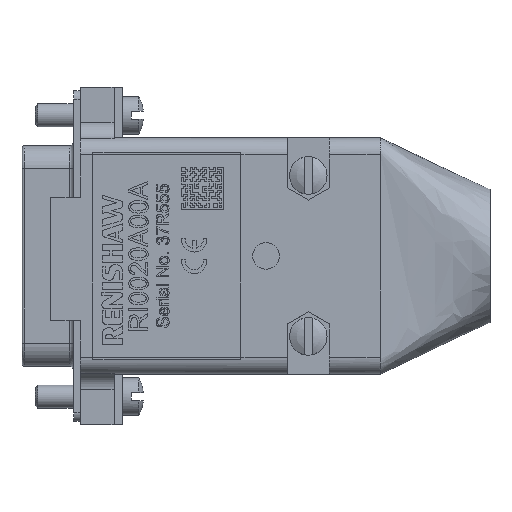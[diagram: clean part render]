
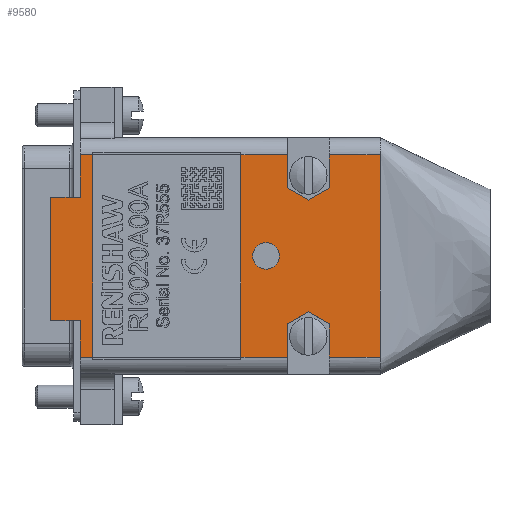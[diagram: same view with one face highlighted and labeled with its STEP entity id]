
A CAD part, top view. The second image highlights one B-rep face of the part: STEP entity #9580.
In plain terms, the highlighted planar face has unit normal (0, 0, 1).
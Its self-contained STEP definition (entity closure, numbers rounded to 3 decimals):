
#91=B_SPLINE_CURVE_WITH_KNOTS('',3,(#27577,#27578,#27579,#27580,#27581,#27582,
#27583,#27584,#27585,#27586,#27587,#27588,#27589),.UNSPECIFIED.,.F.,.F.,
(4,1,1,1,1,1,1,1,1,1,4),(0.,0.008,0.07,0.131,
0.254,0.5,0.746,0.869,
0.93,0.992,1.),.UNSPECIFIED.);
#6246=LINE('',#27493,#7500);
#6249=LINE('',#27499,#7503);
#6269=LINE('',#27561,#7523);
#6270=LINE('',#27563,#7524);
#6271=LINE('',#27565,#7525);
#6272=LINE('',#27567,#7526);
#6273=LINE('',#27569,#7527);
#6274=LINE('',#27571,#7528);
#6275=LINE('',#27573,#7529);
#6276=LINE('',#27575,#7530);
#6277=LINE('',#27591,#7531);
#6278=LINE('',#27593,#7532);
#6279=LINE('',#27595,#7533);
#6280=LINE('',#27597,#7534);
#6281=LINE('',#27599,#7535);
#6282=LINE('',#27601,#7536);
#6283=LINE('',#27603,#7537);
#6284=LINE('',#27605,#7538);
#6285=LINE('',#27606,#7539);
#6286=LINE('',#27608,#7540);
#6287=LINE('',#27610,#7541);
#7500=VECTOR('',#22249,1.);
#7503=VECTOR('',#22254,1.);
#7523=VECTOR('',#22288,1.);
#7524=VECTOR('',#22289,1.);
#7525=VECTOR('',#22290,1.);
#7526=VECTOR('',#22291,1.);
#7527=VECTOR('',#22292,1.);
#7528=VECTOR('',#22293,1.);
#7529=VECTOR('',#22294,1.);
#7530=VECTOR('',#22295,1.);
#7531=VECTOR('',#22296,1.);
#7532=VECTOR('',#22297,1.);
#7533=VECTOR('',#22298,1.);
#7534=VECTOR('',#22299,1.);
#7535=VECTOR('',#22300,1.);
#7536=VECTOR('',#22301,1.);
#7537=VECTOR('',#22302,1.);
#7538=VECTOR('',#22303,1.);
#7539=VECTOR('',#22304,1.);
#7540=VECTOR('',#22305,1.);
#7541=VECTOR('',#22306,1.);
#8600=FACE_BOUND('',#11049,.T.);
#8601=FACE_BOUND('',#11050,.T.);
#8875=PLANE('',#20181);
#9580=ADVANCED_FACE('',(#8600,#8601),#8875,.T.);
#11049=EDGE_LOOP('',(#13005));
#11050=EDGE_LOOP('',(#13006,#13007,#13008,#13009,#13010,#13011,#13012,#13013,
#13014,#13015,#13016,#13017,#13018,#13019,#13020,#13021,#13022,#13023,#13024,
#13025,#13026,#13027));
#13005=ORIENTED_EDGE('',*,*,#17927,.T.);
#13006=ORIENTED_EDGE('',*,*,#17928,.T.);
#13007=ORIENTED_EDGE('',*,*,#17929,.T.);
#13008=ORIENTED_EDGE('',*,*,#17930,.T.);
#13009=ORIENTED_EDGE('',*,*,#17931,.T.);
#13010=ORIENTED_EDGE('',*,*,#17932,.T.);
#13011=ORIENTED_EDGE('',*,*,#17933,.T.);
#13012=ORIENTED_EDGE('',*,*,#17934,.T.);
#13013=ORIENTED_EDGE('',*,*,#17935,.T.);
#13014=ORIENTED_EDGE('',*,*,#17936,.F.);
#13015=ORIENTED_EDGE('',*,*,#17937,.T.);
#13016=ORIENTED_EDGE('',*,*,#17938,.F.);
#13017=ORIENTED_EDGE('',*,*,#17939,.F.);
#13018=ORIENTED_EDGE('',*,*,#17940,.F.);
#13019=ORIENTED_EDGE('',*,*,#17941,.F.);
#13020=ORIENTED_EDGE('',*,*,#17942,.F.);
#13021=ORIENTED_EDGE('',*,*,#17943,.F.);
#13022=ORIENTED_EDGE('',*,*,#17944,.T.);
#13023=ORIENTED_EDGE('',*,*,#17902,.F.);
#13024=ORIENTED_EDGE('',*,*,#17945,.F.);
#13025=ORIENTED_EDGE('',*,*,#17946,.F.);
#13026=ORIENTED_EDGE('',*,*,#17947,.T.);
#13027=ORIENTED_EDGE('',*,*,#17899,.F.);
#16141=VERTEX_POINT('',#27492);
#16142=VERTEX_POINT('',#27494);
#16143=VERTEX_POINT('',#27498);
#16144=VERTEX_POINT('',#27500);
#16166=VERTEX_POINT('',#27560);
#16167=VERTEX_POINT('',#27562);
#16168=VERTEX_POINT('',#27564);
#16169=VERTEX_POINT('',#27566);
#16170=VERTEX_POINT('',#27568);
#16171=VERTEX_POINT('',#27570);
#16172=VERTEX_POINT('',#27572);
#16173=VERTEX_POINT('',#27574);
#16174=VERTEX_POINT('',#27576);
#16175=VERTEX_POINT('',#27590);
#16176=VERTEX_POINT('',#27592);
#16177=VERTEX_POINT('',#27594);
#16178=VERTEX_POINT('',#27596);
#16179=VERTEX_POINT('',#27598);
#16180=VERTEX_POINT('',#27600);
#16181=VERTEX_POINT('',#27602);
#16182=VERTEX_POINT('',#27604);
#16183=VERTEX_POINT('',#27607);
#16184=VERTEX_POINT('',#27609);
#17899=EDGE_CURVE('',#16141,#16142,#6246,.T.);
#17902=EDGE_CURVE('',#16143,#16144,#6249,.T.);
#17927=EDGE_CURVE('',#16166,#16166,#19503,.T.);
#17928=EDGE_CURVE('',#16141,#16167,#6269,.T.);
#17929=EDGE_CURVE('',#16167,#16168,#6270,.T.);
#17930=EDGE_CURVE('',#16168,#16169,#6271,.T.);
#17931=EDGE_CURVE('',#16169,#16170,#6272,.T.);
#17932=EDGE_CURVE('',#16170,#16171,#6273,.T.);
#17933=EDGE_CURVE('',#16171,#16172,#6274,.T.);
#17934=EDGE_CURVE('',#16172,#16173,#6275,.T.);
#17935=EDGE_CURVE('',#16173,#16174,#6276,.T.);
#17936=EDGE_CURVE('',#16175,#16174,#91,.T.);
#17937=EDGE_CURVE('',#16175,#16176,#6277,.T.);
#17938=EDGE_CURVE('',#16177,#16176,#6278,.T.);
#17939=EDGE_CURVE('',#16178,#16177,#6279,.T.);
#17940=EDGE_CURVE('',#16179,#16178,#6280,.T.);
#17941=EDGE_CURVE('',#16180,#16179,#6281,.T.);
#17942=EDGE_CURVE('',#16181,#16180,#6282,.T.);
#17943=EDGE_CURVE('',#16182,#16181,#6283,.T.);
#17944=EDGE_CURVE('',#16182,#16144,#6284,.T.);
#17945=EDGE_CURVE('',#16183,#16143,#6285,.T.);
#17946=EDGE_CURVE('',#16184,#16183,#6286,.T.);
#17947=EDGE_CURVE('',#16184,#16142,#6287,.T.);
#19503=CIRCLE('',#20180,1.575);
#20180=AXIS2_PLACEMENT_3D('',#27559,#22286,#22287);
#20181=AXIS2_PLACEMENT_3D('',#27611,#22307,#22308);
#22249=DIRECTION('',(0.,1.,0.));
#22254=DIRECTION('',(0.,1.,0.));
#22286=DIRECTION('',(0.,0.,-1.));
#22287=DIRECTION('',(1.,0.,0.));
#22288=DIRECTION('',(1.,0.,0.));
#22289=DIRECTION('',(0.,1.,0.));
#22290=DIRECTION('',(0.,1.,0.));
#22291=DIRECTION('',(0.866,0.5,0.));
#22292=DIRECTION('',(0.866,-0.5,0.));
#22293=DIRECTION('',(0.,-1.,0.));
#22294=DIRECTION('',(0.,-1.,0.));
#22295=DIRECTION('',(1.,0.,0.));
#22296=DIRECTION('',(-1.,0.,0.));
#22297=DIRECTION('',(0.,1.,0.));
#22298=DIRECTION('',(0.,1.,0.));
#22299=DIRECTION('',(0.866,0.5,0.));
#22300=DIRECTION('',(0.866,-0.5,0.));
#22301=DIRECTION('',(0.,-1.,0.));
#22302=DIRECTION('',(0.,-1.,0.));
#22303=DIRECTION('',(-1.,0.,0.));
#22304=DIRECTION('',(1.,0.,0.));
#22305=DIRECTION('',(0.,1.,0.));
#22306=DIRECTION('',(1.,0.,0.));
#22307=DIRECTION('',(0.,0.,1.));
#22308=DIRECTION('',(1.,0.,0.));
#27492=CARTESIAN_POINT('',(-0.15,2.012,-22.695));
#27493=CARTESIAN_POINT('',(-0.15,14.012,-22.695));
#27494=CARTESIAN_POINT('',(-0.15,6.334,-22.695));
#27498=CARTESIAN_POINT('',(-0.15,20.934,-22.695));
#27499=CARTESIAN_POINT('',(-0.15,14.012,-22.695));
#27500=CARTESIAN_POINT('',(-0.15,26.012,-22.695));
#27559=CARTESIAN_POINT('',(21.85,14.012,-22.695));
#27560=CARTESIAN_POINT('',(23.425,14.012,-22.695));
#27561=CARTESIAN_POINT('',(24.107,2.012,-22.695));
#27562=CARTESIAN_POINT('',(24.35,2.012,-22.695));
#27563=CARTESIAN_POINT('',(24.35,0.012,-22.695));
#27564=CARTESIAN_POINT('',(24.35,3.069,-22.695));
#27565=CARTESIAN_POINT('',(24.35,3.069,-22.695));
#27566=CARTESIAN_POINT('',(24.35,5.956,-22.695));
#27567=CARTESIAN_POINT('',(24.35,5.956,-22.695));
#27568=CARTESIAN_POINT('',(26.85,7.399,-22.695));
#27569=CARTESIAN_POINT('',(26.85,7.399,-22.695));
#27570=CARTESIAN_POINT('',(29.35,5.956,-22.695));
#27571=CARTESIAN_POINT('',(29.35,5.956,-22.695));
#27572=CARTESIAN_POINT('',(29.35,3.069,-22.695));
#27573=CARTESIAN_POINT('',(29.35,4.012,-22.695));
#27574=CARTESIAN_POINT('',(29.35,2.012,-22.695));
#27575=CARTESIAN_POINT('',(24.107,2.012,-22.695));
#27576=CARTESIAN_POINT('',(35.364,2.013,-22.695));
#27577=CARTESIAN_POINT('',(35.364,26.012,-22.695));
#27578=CARTESIAN_POINT('',(35.364,25.982,-22.695));
#27579=CARTESIAN_POINT('',(35.364,25.694,-22.694));
#27580=CARTESIAN_POINT('',(35.364,24.406,-22.695));
#27581=CARTESIAN_POINT('',(35.364,22.565,-22.695));
#27582=CARTESIAN_POINT('',(35.364,18.977,-22.695));
#27583=CARTESIAN_POINT('',(35.364,14.012,-22.695));
#27584=CARTESIAN_POINT('',(35.364,9.048,-22.695));
#27585=CARTESIAN_POINT('',(35.364,5.459,-22.695));
#27586=CARTESIAN_POINT('',(35.364,3.618,-22.695));
#27587=CARTESIAN_POINT('',(35.364,2.331,-22.694));
#27588=CARTESIAN_POINT('',(35.364,2.042,-22.695));
#27589=CARTESIAN_POINT('',(35.364,2.013,-22.695));
#27590=CARTESIAN_POINT('',(35.364,26.012,-22.695));
#27591=CARTESIAN_POINT('',(24.107,26.012,-22.695));
#27592=CARTESIAN_POINT('',(29.35,26.012,-22.695));
#27593=CARTESIAN_POINT('',(29.35,24.012,-22.695));
#27594=CARTESIAN_POINT('',(29.35,24.956,-22.695));
#27595=CARTESIAN_POINT('',(29.35,22.069,-22.695));
#27596=CARTESIAN_POINT('',(29.35,22.069,-22.695));
#27597=CARTESIAN_POINT('',(26.85,20.625,-22.695));
#27598=CARTESIAN_POINT('',(26.85,20.625,-22.695));
#27599=CARTESIAN_POINT('',(24.35,22.069,-22.695));
#27600=CARTESIAN_POINT('',(24.35,22.069,-22.695));
#27601=CARTESIAN_POINT('',(24.35,24.956,-22.695));
#27602=CARTESIAN_POINT('',(24.35,24.956,-22.695));
#27603=CARTESIAN_POINT('',(24.35,28.012,-22.695));
#27604=CARTESIAN_POINT('',(24.35,26.012,-22.695));
#27605=CARTESIAN_POINT('',(24.107,26.012,-22.695));
#27606=CARTESIAN_POINT('',(-89.389,20.934,-22.695));
#27607=CARTESIAN_POINT('',(-3.65,20.934,-22.695));
#27608=CARTESIAN_POINT('',(-3.65,13.634,-22.695));
#27609=CARTESIAN_POINT('',(-3.65,6.334,-22.695));
#27610=CARTESIAN_POINT('',(-89.389,6.334,-22.695));
#27611=CARTESIAN_POINT('',(24.107,14.012,-22.695));
